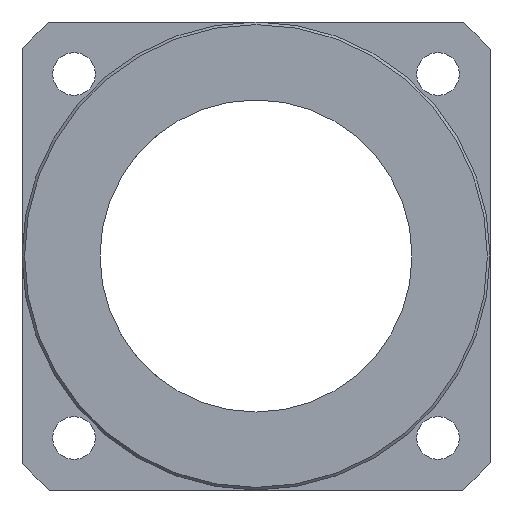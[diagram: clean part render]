
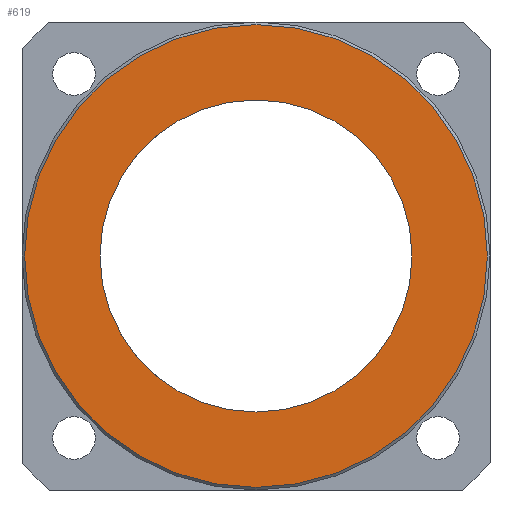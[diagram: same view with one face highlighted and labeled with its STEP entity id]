
A CAD part, left-side view. The second image highlights one B-rep face of the part: STEP entity #619.
In plain terms, the highlighted planar face has unit normal (-1, 0, 0).
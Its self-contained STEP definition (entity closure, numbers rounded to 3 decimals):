
#92=PLANE($,#667);
#129=FACE_BOUND($,#204,.T.);
#130=FACE_BOUND($,#205,.T.);
#204=EDGE_LOOP($,(#464));
#205=EDGE_LOOP($,(#465));
#275=CIRCLE($,#666,44.5);
#276=CIRCLE($,#668,30.);
#316=VERTEX_POINT($,#940);
#317=VERTEX_POINT($,#943);
#379=EDGE_CURVE($,#316,#316,#275,.T.);
#380=EDGE_CURVE($,#317,#317,#276,.T.);
#464=ORIENTED_EDGE($,*,*,#380,.T.);
#465=ORIENTED_EDGE($,*,*,#379,.F.);
#619=ADVANCED_FACE($,(#129,#130),#92,.T.);
#666=AXIS2_PLACEMENT_3D($,#941,#757,#758);
#667=AXIS2_PLACEMENT_3D($,#942,#759,#760);
#668=AXIS2_PLACEMENT_3D($,#944,#761,#762);
#757=DIRECTION('center_axis',(1.,0.,0.));
#758=DIRECTION('ref_axis',(0.,-1.,0.));
#759=DIRECTION('center_axis',(-1.,0.,0.));
#760=DIRECTION('ref_axis',(0.,0.,1.));
#761=DIRECTION('center_axis',(1.,0.,0.));
#762=DIRECTION('ref_axis',(0.,0.,-1.));
#940=CARTESIAN_POINT('',(0.,44.5,0.));
#941=CARTESIAN_POINT('Origin',(0.,0.,0.));
#942=CARTESIAN_POINT('Origin',(0.,37.5,0.));
#943=CARTESIAN_POINT('',(0.,0.,30.));
#944=CARTESIAN_POINT('Origin',(0.,0.,0.));
